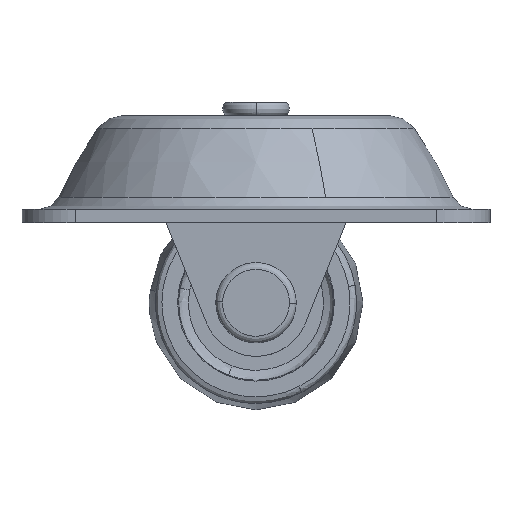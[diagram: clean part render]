
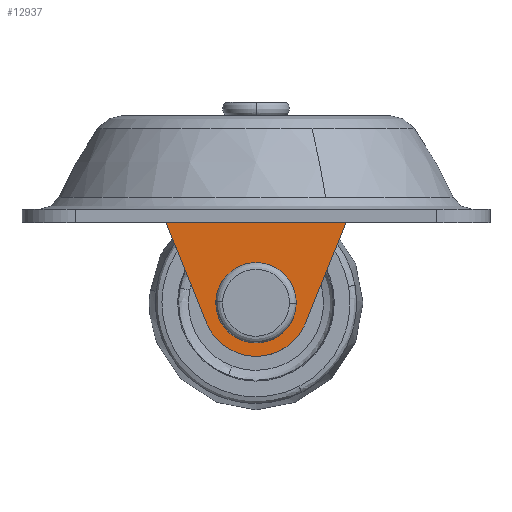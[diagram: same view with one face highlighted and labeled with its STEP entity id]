
A CAD part, front view. The second image highlights one B-rep face of the part: STEP entity #12937.
In plain terms, the highlighted free-form (B-spline) face has degree [1, 1] with [2, 2] control points.
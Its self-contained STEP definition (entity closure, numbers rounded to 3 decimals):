
#9203=CARTESIAN_POINT('',(-3.054,-18.5,-2.583));
#9204=VERTEX_POINT('',#9203);
#9210=CARTESIAN_POINT('',(0.0,-18.5,-4.0));
#9211=VERTEX_POINT('',#9210);
#9212=CARTESIAN_POINT('',(-3.054,-18.5,-2.583));
#9213=CARTESIAN_POINT('',(-2.879,-18.5,-2.79));
#9214=CARTESIAN_POINT('',(-2.538,-18.5,-3.119));
#9215=CARTESIAN_POINT('',(-1.83,-18.5,-3.594));
#9216=CARTESIAN_POINT('',(-0.996,-18.5,-3.92));
#9217=CARTESIAN_POINT('',(-0.308,-18.5,-4.));
#9218=CARTESIAN_POINT('',(0.0,-18.5,-4.0));
#9219=B_SPLINE_CURVE_WITH_KNOTS('',3,(#9212,#9213,#9214,#9215,#9216,#9217,#9218),.UNSPECIFIED.,.F.,.U.,(4,1,1,1,4),(0.,0.815,1.412,2.552,3.475),.UNSPECIFIED.);
#9220=EDGE_CURVE('',#9204,#9211,#9219,.T.);
#9222=CARTESIAN_POINT('',(4.,-18.5,0.));
#9223=VERTEX_POINT('',#9222);
#9224=CARTESIAN_POINT('',(0.0,-18.5,-4.0));
#9225=CARTESIAN_POINT('',(0.376,-18.5,-4.));
#9226=CARTESIAN_POINT('',(1.145,-18.5,-3.891));
#9227=CARTESIAN_POINT('',(2.093,-18.5,-3.457));
#9228=CARTESIAN_POINT('',(2.747,-18.5,-2.933));
#9229=CARTESIAN_POINT('',(3.229,-18.5,-2.395));
#9230=CARTESIAN_POINT('',(3.603,-18.5,-1.795));
#9231=CARTESIAN_POINT('',(3.918,-18.5,-0.965));
#9232=CARTESIAN_POINT('',(4.,-18.5,-0.36));
#9233=CARTESIAN_POINT('',(4.,-18.5,0.));
#9234=B_SPLINE_CURVE_WITH_KNOTS('',3,(#9224,#9225,#9226,#9227,#9228,#9229,#9230,#9231,#9232,#9233),.UNSPECIFIED.,.F.,.U.,(4,1,1,1,1,1,1,4),(0.,1.129,2.307,3.093,3.632,4.467,5.203,6.283),.UNSPECIFIED.);
#9235=EDGE_CURVE('',#9211,#9223,#9234,.T.);
#9237=CARTESIAN_POINT('',(0.,-18.5,4.0));
#9238=VERTEX_POINT('',#9237);
#9239=CARTESIAN_POINT('',(4.,-18.5,0.));
#9240=CARTESIAN_POINT('',(4.,-18.5,0.376));
#9241=CARTESIAN_POINT('',(3.909,-18.5,1.014));
#9242=CARTESIAN_POINT('',(3.549,-18.5,1.915));
#9243=CARTESIAN_POINT('',(3.055,-18.5,2.636));
#9244=CARTESIAN_POINT('',(2.424,-18.5,3.214));
#9245=CARTESIAN_POINT('',(1.708,-18.5,3.649));
#9246=CARTESIAN_POINT('',(0.9,-18.5,3.933));
#9247=CARTESIAN_POINT('',(0.295,-18.5,4.));
#9248=CARTESIAN_POINT('',(0.,-18.5,4.0));
#9249=B_SPLINE_CURVE_WITH_KNOTS('',3,(#9239,#9240,#9241,#9242,#9243,#9244,#9245,#9246,#9247,#9248),.UNSPECIFIED.,.F.,.U.,(4,1,1,1,1,1,1,4),(0.,1.129,1.914,2.896,3.731,4.467,5.4,6.283),.UNSPECIFIED.);
#9250=EDGE_CURVE('',#9223,#9238,#9249,.T.);
#9252=CARTESIAN_POINT('',(-2.753,-18.5,2.901));
#9253=VERTEX_POINT('',#9252);
#9254=CARTESIAN_POINT('',(0.,-18.5,4.0));
#9255=CARTESIAN_POINT('',(-0.285,-18.5,4.));
#9256=CARTESIAN_POINT('',(-0.822,-18.5,3.942));
#9257=CARTESIAN_POINT('',(-1.791,-18.5,3.634));
#9258=CARTESIAN_POINT('',(-2.409,-18.5,3.228));
#9259=CARTESIAN_POINT('',(-2.753,-18.5,2.901));
#9260=B_SPLINE_CURVE_WITH_KNOTS('',3,(#9254,#9255,#9256,#9257,#9258,#9259),.UNSPECIFIED.,.F.,.U.,(4,1,1,4),(0.,0.854,1.613,3.037),.UNSPECIFIED.);
#9261=EDGE_CURVE('',#9238,#9253,#9260,.T.);
#9348=CARTESIAN_POINT('',(-4.,-18.5,0.));
#9349=VERTEX_POINT('',#9348);
#9350=CARTESIAN_POINT('',(-2.753,-18.5,2.901));
#9351=CARTESIAN_POINT('',(-3.097,-18.5,2.576));
#9352=CARTESIAN_POINT('',(-3.504,-18.5,2.022));
#9353=CARTESIAN_POINT('',(-3.907,-18.5,1.014));
#9354=CARTESIAN_POINT('',(-4.,-18.5,0.406));
#9355=CARTESIAN_POINT('',(-4.,-18.5,0.));
#9356=B_SPLINE_CURVE_WITH_KNOTS('',3,(#9350,#9351,#9352,#9353,#9354,#9355),.UNSPECIFIED.,.F.,.U.,(4,1,1,4),(0.,1.42,2.029,3.246),.UNSPECIFIED.);
#9357=EDGE_CURVE('',#9253,#9349,#9356,.T.);
#9359=CARTESIAN_POINT('',(-4.,-18.5,0.));
#9360=CARTESIAN_POINT('',(-4.,-18.5,-0.366));
#9361=CARTESIAN_POINT('',(-3.909,-18.5,-1.024));
#9362=CARTESIAN_POINT('',(-3.556,-18.5,-1.897));
#9363=CARTESIAN_POINT('',(-3.234,-18.5,-2.371));
#9364=CARTESIAN_POINT('',(-3.054,-18.5,-2.583));
#9365=B_SPLINE_CURVE_WITH_KNOTS('',3,(#9359,#9360,#9361,#9362,#9363,#9364),.UNSPECIFIED.,.F.,.U.,(4,1,1,4),(0.,1.097,1.974,2.808),.UNSPECIFIED.);
#9366=EDGE_CURVE('',#9349,#9204,#9365,.T.);
#11392=CARTESIAN_POINT('',(-9.912,-18.499,22.5));
#11393=VERTEX_POINT('',#11392);
#11458=CARTESIAN_POINT('',(9.912,-18.499,22.5));
#11459=VERTEX_POINT('',#11458);
#11561=CARTESIAN_POINT('',(15.604,-18.499,17.222));
#11562=VERTEX_POINT('',#11561);
#11563=CARTESIAN_POINT('',(15.604,-18.499,17.222));
#11564=CARTESIAN_POINT('',(11.134,-18.499,17.73));
#11565=CARTESIAN_POINT('',(9.912,-18.499,22.5));
#11573=(BOUNDED_CURVE()B_SPLINE_CURVE(2,(#11563,#11564,#11565),.UNSPECIFIED.,.F.,.U.)CURVE()GEOMETRIC_REPRESENTATION_ITEM()QUASI_UNIFORM_CURVE()RATIONAL_B_SPLINE_CURVE((1.0,0.937,1.0))REPRESENTATION_ITEM(''));
#11574=EDGE_CURVE('',#11562,#11459,#11573,.T.);
#11643=CARTESIAN_POINT('',(-15.604,-18.499,17.222));
#11644=VERTEX_POINT('',#11643);
#11645=CARTESIAN_POINT('',(-9.912,-18.499,22.5));
#11646=CARTESIAN_POINT('',(-11.134,-18.499,17.73));
#11647=CARTESIAN_POINT('',(-15.604,-18.499,17.222));
#11655=(BOUNDED_CURVE()B_SPLINE_CURVE(2,(#11645,#11646,#11647),.UNSPECIFIED.,.F.,.U.)CURVE()GEOMETRIC_REPRESENTATION_ITEM()QUASI_UNIFORM_CURVE()RATIONAL_B_SPLINE_CURVE((1.0,0.937,1.0))REPRESENTATION_ITEM(''));
#11656=EDGE_CURVE('',#11393,#11644,#11655,.T.);
#12348=CARTESIAN_POINT('',(9.912,-18.499,22.5));
#12349=CARTESIAN_POINT('',(-9.912,-18.499,22.5));
#12350=QUASI_UNIFORM_CURVE('',1,(#12348,#12349),.UNSPECIFIED.,.F.,.U.);
#12351=EDGE_CURVE('',#11459,#11393,#12350,.T.);
#12768=CARTESIAN_POINT('',(7.42,-18.5,-2.991));
#12769=VERTEX_POINT('',#12768);
#12775=CARTESIAN_POINT('',(-7.415,-18.5,-3.002));
#12776=VERTEX_POINT('',#12775);
#12777=CARTESIAN_POINT('',(-7.415,-18.5,-3.002));
#12778=CARTESIAN_POINT('',(-7.183,-18.5,-3.575));
#12779=CARTESIAN_POINT('',(-6.705,-18.5,-4.449));
#12780=CARTESIAN_POINT('',(-5.732,-18.5,-5.638));
#12781=CARTESIAN_POINT('',(-4.623,-18.5,-6.597));
#12782=CARTESIAN_POINT('',(-3.364,-18.5,-7.3));
#12783=CARTESIAN_POINT('',(-1.963,-18.5,-7.799));
#12784=CARTESIAN_POINT('',(-0.614,-18.5,-8.025));
#12785=CARTESIAN_POINT('',(0.775,-18.5,-7.992));
#12786=CARTESIAN_POINT('',(1.947,-18.5,-7.788));
#12787=CARTESIAN_POINT('',(3.149,-18.5,-7.395));
#12788=CARTESIAN_POINT('',(4.468,-18.5,-6.703));
#12789=CARTESIAN_POINT('',(5.603,-18.5,-5.772));
#12790=CARTESIAN_POINT('',(6.661,-18.5,-4.524));
#12791=CARTESIAN_POINT('',(7.17,-18.5,-3.61));
#12792=CARTESIAN_POINT('',(7.42,-18.5,-2.991));
#12793=B_SPLINE_CURVE_WITH_KNOTS('',3,(#12777,#12778,#12779,#12780,#12781,#12782,#12783,#12784,#12785,#12786,#12787,#12788,#12789,#12790,#12791,#12792),.UNSPECIFIED.,.F.,.U.,(4,1,1,1,1,1,1,1,1,1,1,1,1,4),(0.,1.854,2.967,4.599,6.231,7.27,9.05,10.311,11.424,12.61,14.094,15.874,16.987,18.99),.UNSPECIFIED.);
#12794=EDGE_CURVE('',#12776,#12769,#12793,.T.);
#12908=CARTESIAN_POINT('',(-17.163,-18.499,24.024));
#12909=CARTESIAN_POINT('',(-17.163,-18.5,-9.523));
#12910=CARTESIAN_POINT('',(17.163,-18.499,24.024));
#12911=CARTESIAN_POINT('',(17.163,-18.5,-9.523));
#12912=B_SPLINE_SURFACE_WITH_KNOTS('',1,1,((#12908,#12910),(#12909,#12911)),.UNSPECIFIED.,.F.,.F.,.U.,(2,2),(2,2),(0.0,33.547),(0.0,34.326),.UNSPECIFIED.);
#12913=ORIENTED_EDGE('',*,*,#12351,.T.);
#12914=ORIENTED_EDGE('',*,*,#11656,.T.);
#12915=CARTESIAN_POINT('',(-15.604,-18.499,17.222));
#12916=CARTESIAN_POINT('',(-7.415,-18.5,-3.002));
#12917=QUASI_UNIFORM_CURVE('',1,(#12915,#12916),.UNSPECIFIED.,.F.,.U.);
#12918=EDGE_CURVE('',#11644,#12776,#12917,.T.);
#12919=ORIENTED_EDGE('',*,*,#12918,.T.);
#12920=ORIENTED_EDGE('',*,*,#12794,.T.);
#12921=CARTESIAN_POINT('',(7.42,-18.5,-2.991));
#12922=CARTESIAN_POINT('',(15.604,-18.499,17.222));
#12923=QUASI_UNIFORM_CURVE('',1,(#12921,#12922),.UNSPECIFIED.,.F.,.U.);
#12924=EDGE_CURVE('',#12769,#11562,#12923,.T.);
#12925=ORIENTED_EDGE('',*,*,#12924,.T.);
#12926=ORIENTED_EDGE('',*,*,#11574,.T.);
#12927=EDGE_LOOP('',(#12913,#12914,#12919,#12920,#12925,#12926));
#12928=FACE_OUTER_BOUND('',#12927,.T.);
#12929=ORIENTED_EDGE('',*,*,#9235,.F.);
#12930=ORIENTED_EDGE('',*,*,#9220,.F.);
#12931=ORIENTED_EDGE('',*,*,#9366,.F.);
#12932=ORIENTED_EDGE('',*,*,#9357,.F.);
#12933=ORIENTED_EDGE('',*,*,#9261,.F.);
#12934=ORIENTED_EDGE('',*,*,#9250,.F.);
#12935=EDGE_LOOP('',(#12929,#12930,#12931,#12932,#12933,#12934));
#12936=FACE_BOUND('',#12935,.T.);
#12937=ADVANCED_FACE('',(#12928,#12936),#12912,.T.);
